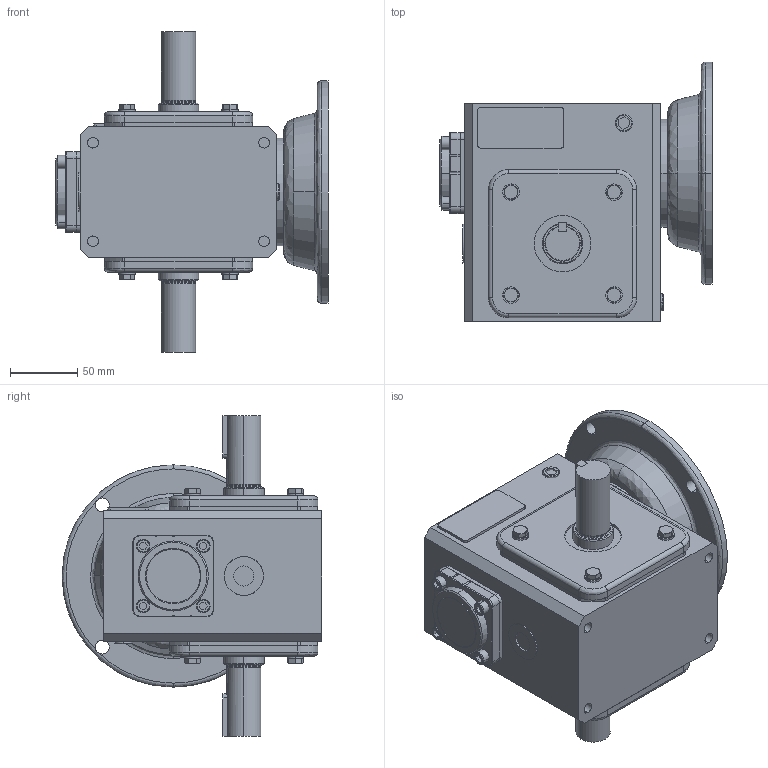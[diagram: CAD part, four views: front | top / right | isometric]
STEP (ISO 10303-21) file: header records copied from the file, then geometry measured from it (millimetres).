
FILE_DESCRIPTION (( 'STEP AP203' ), '1' );
FILE_NAME ('WG-206-020-D.step', '2016-01-28T21:54:38', ( '' ), ( '' ), 'SwSTEP 2.0', 'SolidWorks 2015', '' );
FILE_SCHEMA (( 'CONFIG_CONTROL_DESIGN' ));
Length unit declared in the file: inch
Products named in the file (1): WG-206-020-D
Bounding box: 202 x 192.81 x 238.26 mm (x, y, z)
Volume: 2862192.7 mm3; surface area: 272869.1 mm2
Topology: 45 solids, 45 shells, 639 faces, 1434 edges, 920 vertices
Faces by surface type: plane 311, cylinder 194, cone 99, bspline 35
Entity records: 22338 total; most frequent: CARTESIAN_POINT 8047, DIRECTION 2989, ORIENTED_EDGE 2868, EDGE_CURVE 1434, AXIS2_PLACEMENT_3D 1128, VERTEX_POINT 920, VECTOR 733, LINE 733
